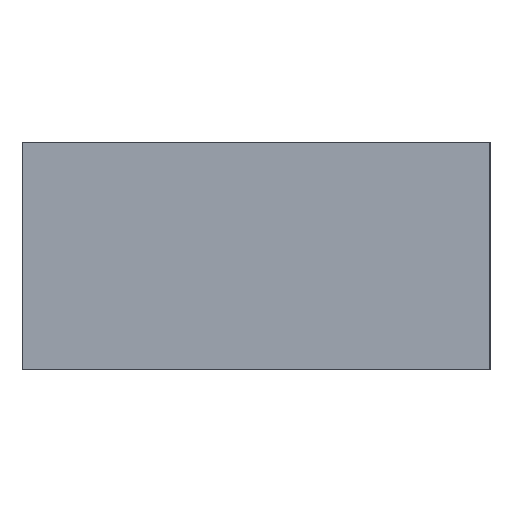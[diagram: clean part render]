
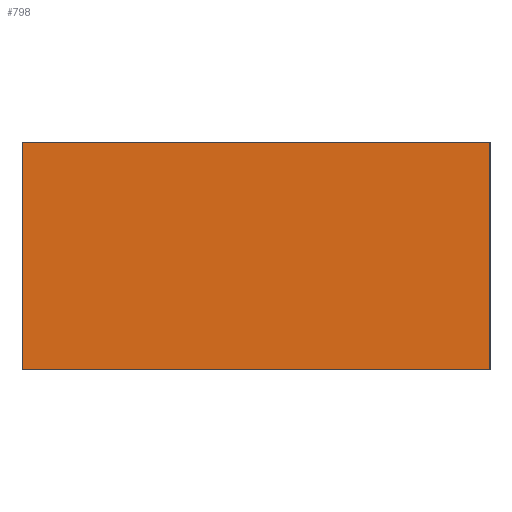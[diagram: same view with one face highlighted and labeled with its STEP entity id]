
A CAD part, left-side view. The second image highlights one B-rep face of the part: STEP entity #798.
In plain terms, the highlighted planar face has unit normal (-1, 0, 0).
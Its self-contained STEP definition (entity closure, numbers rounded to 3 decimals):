
#54 = VERTEX_POINT ( 'NONE', #305 ) ;
#55 = VERTEX_POINT ( 'NONE', #306 ) ;
#67 = VERTEX_POINT ( 'NONE', #318 ) ;
#68 = VERTEX_POINT ( 'NONE', #319 ) ;
#132 = ORIENTED_EDGE ( 'NONE', *, *, #838, .F. ) ;
#133 = ORIENTED_EDGE ( 'NONE', *, *, #837, .T. ) ;
#195 = ORIENTED_EDGE ( 'NONE', *, *, #827, .T. ) ;
#197 = ORIENTED_EDGE ( 'NONE', *, *, #821, .F. ) ;
#260 = EDGE_LOOP ( 'NONE', ( #132, #197, #133, #195 ) ) ;
#305 = CARTESIAN_POINT ( 'NONE',  ( -3.5, -1.95, -0.95 ) ) ;
#306 = CARTESIAN_POINT ( 'NONE',  ( -3.5, -1.95, 0.95 ) ) ;
#318 = CARTESIAN_POINT ( 'NONE',  ( -3.5, 1.95, 0.95 ) ) ;
#319 = CARTESIAN_POINT ( 'NONE',  ( -3.5, 1.95, -0.95 ) ) ;
#798 = ADVANCED_FACE ( 'NONE', ( #1309 ), #916, .T. ) ;
#821 = EDGE_CURVE ( 'NONE', #55, #54, #1097, .T. ) ;
#827 = EDGE_CURVE ( 'NONE', #67, #68, #1115, .T. ) ;
#837 = EDGE_CURVE ( 'NONE', #55, #67, #1145, .T. ) ;
#838 = EDGE_CURVE ( 'NONE', #54, #68, #1148, .T. ) ;
#916 = PLANE ( 'NONE',  #1212 ) ;
#917 = CARTESIAN_POINT ( 'NONE',  ( -3.5, -26.761, 0.95 ) ) ;
#918 = DIRECTION ( 'NONE',  ( -1., 0., 0. ) ) ;
#919 = DIRECTION ( 'NONE',  ( 0., 0., 1. ) ) ;
#1097 = LINE ( 'NONE', #1098, #1321 ) ;
#1098 = CARTESIAN_POINT ( 'NONE',  ( -3.5, -1.95, 0.95 ) ) ;
#1099 = DIRECTION ( 'NONE',  ( 0., 0., -1. ) ) ;
#1115 = LINE ( 'NONE', #1116, #1329 ) ;
#1116 = CARTESIAN_POINT ( 'NONE',  ( -3.5, 1.95, 0.95 ) ) ;
#1117 = DIRECTION ( 'NONE',  ( 0., 0., -1. ) ) ;
#1145 = LINE ( 'NONE', #1146, #1255 ) ;
#1146 = CARTESIAN_POINT ( 'NONE',  ( -3.5, -26.761, 0.95 ) ) ;
#1147 = DIRECTION ( 'NONE',  ( 0., 1., 0. ) ) ;
#1148 = LINE ( 'NONE', #1149, #1256 ) ;
#1149 = CARTESIAN_POINT ( 'NONE',  ( -3.5, -26.761, -0.95 ) ) ;
#1150 = DIRECTION ( 'NONE',  ( 0., 1., 0. ) ) ;
#1212 = AXIS2_PLACEMENT_3D ( 'NONE', #917, #918, #919 ) ;
#1255 = VECTOR ( 'NONE', #1147, 1000. ) ;
#1256 = VECTOR ( 'NONE', #1150, 1000. ) ;
#1309 = FACE_OUTER_BOUND ( 'NONE', #260, .T. ) ;
#1321 = VECTOR ( 'NONE', #1099, 1000. ) ;
#1329 = VECTOR ( 'NONE', #1117, 1000. ) ;
